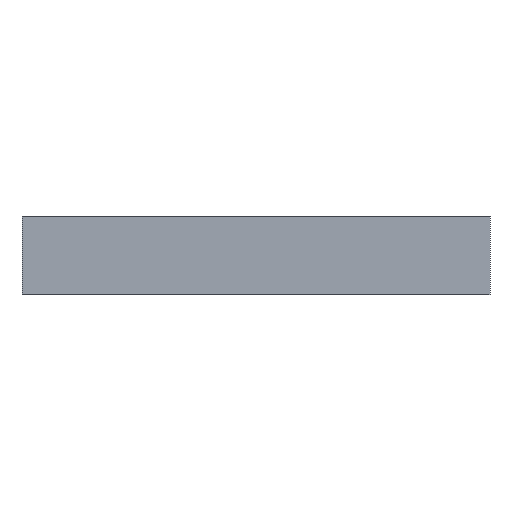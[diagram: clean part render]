
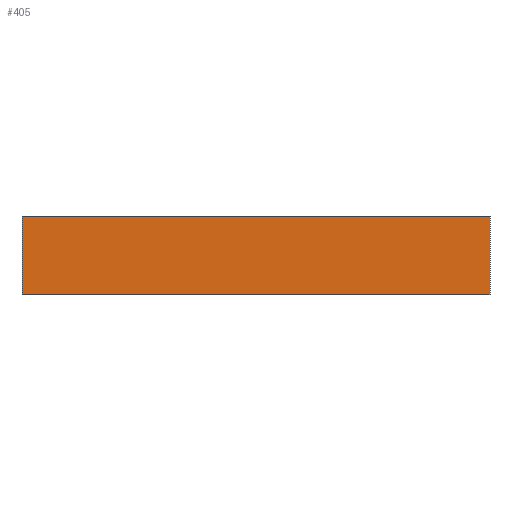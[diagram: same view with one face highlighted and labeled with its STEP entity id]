
A CAD part, left-side view. The second image highlights one B-rep face of the part: STEP entity #405.
In plain terms, the highlighted planar face has unit normal (-1, 0, 0).
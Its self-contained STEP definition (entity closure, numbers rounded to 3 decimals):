
#28 = VECTOR ( 'NONE', #233, 1000. ) ;
#41 = DIRECTION ( 'NONE',  ( 1., 0., 0. ) ) ;
#47 = DIRECTION ( 'NONE',  ( 0., 0., -1. ) ) ;
#49 = ORIENTED_EDGE ( 'NONE', *, *, #538, .T. ) ;
#51 = LINE ( 'NONE', #702, #138 ) ;
#75 = VECTOR ( 'NONE', #755, 1000. ) ;
#86 = VERTEX_POINT ( 'NONE', #501 ) ;
#88 = LINE ( 'NONE', #336, #409 ) ;
#128 = DIRECTION ( 'NONE',  ( 0., 1., 0. ) ) ;
#137 = CARTESIAN_POINT ( 'NONE',  ( -431., 14., 15. ) ) ;
#138 = VECTOR ( 'NONE', #780, 1000. ) ;
#143 = ORIENTED_EDGE ( 'NONE', *, *, #245, .F. ) ;
#150 = CARTESIAN_POINT ( 'NONE',  ( -431., 180., -15. ) ) ;
#161 = LINE ( 'NONE', #278, #731 ) ;
#163 = CARTESIAN_POINT ( 'NONE',  ( -431., 14., -15. ) ) ;
#169 = VERTEX_POINT ( 'NONE', #137 ) ;
#207 = DIRECTION ( 'NONE',  ( 0., -1., 0. ) ) ;
#213 = ORIENTED_EDGE ( 'NONE', *, *, #222, .T. ) ;
#217 = LINE ( 'NONE', #291, #28 ) ;
#222 = EDGE_CURVE ( 'NONE', #428, #363, #274, .T. ) ;
#223 = VECTOR ( 'NONE', #207, 1000. ) ;
#233 = DIRECTION ( 'NONE',  ( 0., 0., -1. ) ) ;
#245 = EDGE_CURVE ( 'NONE', #169, #599, #460, .T. ) ;
#255 = CARTESIAN_POINT ( 'NONE',  ( -431., 180., 15. ) ) ;
#270 = DIRECTION ( 'NONE',  ( 0., -1., 0. ) ) ;
#274 = LINE ( 'NONE', #640, #223 ) ;
#278 = CARTESIAN_POINT ( 'NONE',  ( -431., 0., -15. ) ) ;
#279 = VERTEX_POINT ( 'NONE', #436 ) ;
#281 = VECTOR ( 'NONE', #270, 1000. ) ;
#291 = CARTESIAN_POINT ( 'NONE',  ( -431., 0., 15. ) ) ;
#318 = ORIENTED_EDGE ( 'NONE', *, *, #679, .F. ) ;
#330 = ORIENTED_EDGE ( 'NONE', *, *, #742, .T. ) ;
#336 = CARTESIAN_POINT ( 'NONE',  ( -431., 180., 15. ) ) ;
#345 = FACE_OUTER_BOUND ( 'NONE', #361, .T. ) ;
#361 = EDGE_LOOP ( 'NONE', ( #330, #213, #318, #143, #404, #455, #49, #415 ) ) ;
#363 = VERTEX_POINT ( 'NONE', #500 ) ;
#396 = CARTESIAN_POINT ( 'NONE',  ( -431., 0., 15. ) ) ;
#401 = DIRECTION ( 'NONE',  ( 0., 0., -1. ) ) ;
#404 = ORIENTED_EDGE ( 'NONE', *, *, #520, .F. ) ;
#405 = ADVANCED_FACE ( 'NONE', ( #345 ), #518, .F. ) ;
#409 = VECTOR ( 'NONE', #401, 1000. ) ;
#410 = LINE ( 'NONE', #651, #75 ) ;
#415 = ORIENTED_EDGE ( 'NONE', *, *, #705, .F. ) ;
#428 = VERTEX_POINT ( 'NONE', #163 ) ;
#436 = CARTESIAN_POINT ( 'NONE',  ( -431., 166., -15. ) ) ;
#453 = LINE ( 'NONE', #255, #505 ) ;
#454 = CARTESIAN_POINT ( 'NONE',  ( -431., 0., 15. ) ) ;
#455 = ORIENTED_EDGE ( 'NONE', *, *, #567, .T. ) ;
#460 = LINE ( 'NONE', #454, #281 ) ;
#500 = CARTESIAN_POINT ( 'NONE',  ( -431., 0., -15. ) ) ;
#501 = CARTESIAN_POINT ( 'NONE',  ( -431., 166., 15. ) ) ;
#505 = VECTOR ( 'NONE', #128, 1000. ) ;
#518 = PLANE ( 'NONE',  #571 ) ;
#520 = EDGE_CURVE ( 'NONE', #86, #169, #410, .T. ) ;
#538 = EDGE_CURVE ( 'NONE', #751, #591, #88, .T. ) ;
#567 = EDGE_CURVE ( 'NONE', #86, #751, #453, .T. ) ;
#571 = AXIS2_PLACEMENT_3D ( 'NONE', #396, #41, #47 ) ;
#591 = VERTEX_POINT ( 'NONE', #150 ) ;
#599 = VERTEX_POINT ( 'NONE', #611 ) ;
#611 = CARTESIAN_POINT ( 'NONE',  ( -431., 0., 15. ) ) ;
#640 = CARTESIAN_POINT ( 'NONE',  ( -431., 0., -15. ) ) ;
#651 = CARTESIAN_POINT ( 'NONE',  ( -431., 0., 15. ) ) ;
#679 = EDGE_CURVE ( 'NONE', #599, #363, #217, .T. ) ;
#702 = CARTESIAN_POINT ( 'NONE',  ( -431., 0., -15. ) ) ;
#705 = EDGE_CURVE ( 'NONE', #279, #591, #51, .T. ) ;
#714 = CARTESIAN_POINT ( 'NONE',  ( -431., 180., 15. ) ) ;
#731 = VECTOR ( 'NONE', #776, 1000. ) ;
#742 = EDGE_CURVE ( 'NONE', #279, #428, #161, .T. ) ;
#751 = VERTEX_POINT ( 'NONE', #714 ) ;
#755 = DIRECTION ( 'NONE',  ( 0., -1., 0. ) ) ;
#776 = DIRECTION ( 'NONE',  ( 0., -1., 0. ) ) ;
#780 = DIRECTION ( 'NONE',  ( 0., 1., 0. ) ) ;
